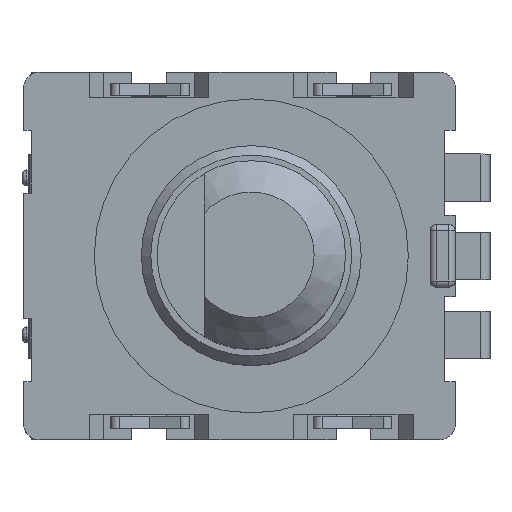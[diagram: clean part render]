
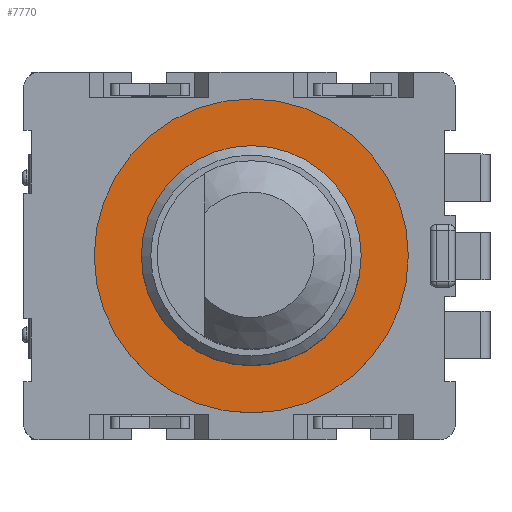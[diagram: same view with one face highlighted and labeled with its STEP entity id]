
A CAD part, top view. The second image highlights one B-rep face of the part: STEP entity #7770.
In plain terms, the highlighted planar face has unit normal (0, 0, 1).
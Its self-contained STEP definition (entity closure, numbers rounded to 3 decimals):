
#161=CIRCLE('',#8170,5.);
#162=CIRCLE('',#8172,3.5);
#759=ORIENTED_EDGE('',*,*,#2528,.T.);
#760=ORIENTED_EDGE('',*,*,#2527,.F.);
#2527=EDGE_CURVE('',#3392,#3392,#161,.T.);
#2528=EDGE_CURVE('',#3393,#3393,#162,.T.);
#3392=VERTEX_POINT('',#11131);
#3393=VERTEX_POINT('',#11134);
#5378=EDGE_LOOP('',(#759));
#5379=EDGE_LOOP('',(#760));
#5777=FACE_BOUND('',#5378,.T.);
#5778=FACE_BOUND('',#5379,.T.);
#6167=PLANE('',#8171);
#7770=ADVANCED_FACE('',(#5777,#5778),#6167,.T.);
#8170=AXIS2_PLACEMENT_3D('',#11130,#9106,#9107);
#8171=AXIS2_PLACEMENT_3D('',#11132,#9108,#9109);
#8172=AXIS2_PLACEMENT_3D('',#11133,#9110,#9111);
#9106=DIRECTION('',(0.,0.,-1.));
#9107=DIRECTION('',(-1.,0.,0.));
#9108=DIRECTION('',(0.,0.,1.));
#9109=DIRECTION('',(1.,0.,0.));
#9110=DIRECTION('',(0.,0.,-1.));
#9111=DIRECTION('',(-1.,0.,0.));
#11130=CARTESIAN_POINT('',(0.,0.,0.4));
#11131=CARTESIAN_POINT('',(-5.,0.,0.4));
#11132=CARTESIAN_POINT('',(-5.,0.,0.4));
#11133=CARTESIAN_POINT('',(0.,0.,0.4));
#11134=CARTESIAN_POINT('',(-3.5,0.,0.4));
